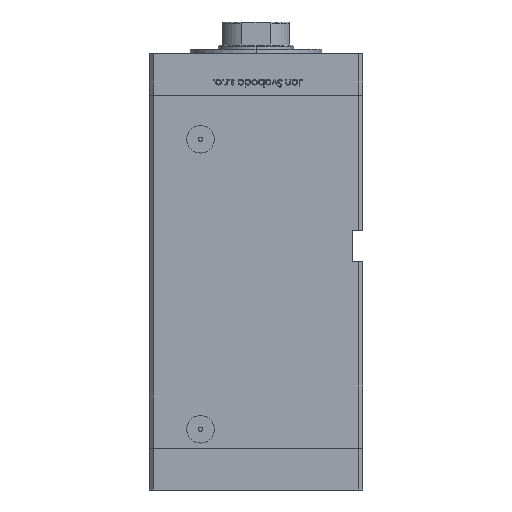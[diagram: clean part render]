
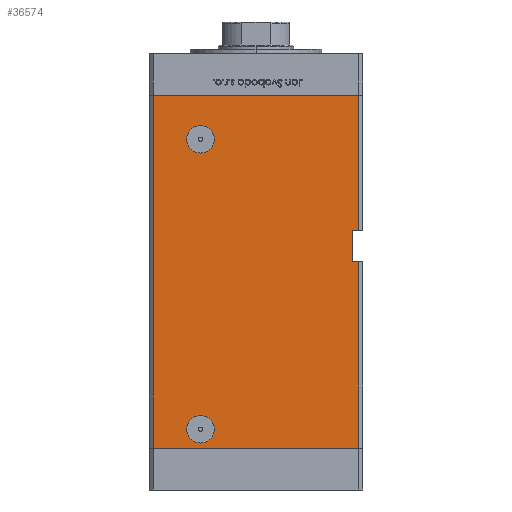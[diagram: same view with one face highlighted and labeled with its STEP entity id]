
A CAD part, left-side view. The second image highlights one B-rep face of the part: STEP entity #36574.
In plain terms, the highlighted planar face has unit normal (-1, 0, 0).
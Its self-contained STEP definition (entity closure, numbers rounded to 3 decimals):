
#1588 = LINE ( 'NONE', #26028, #23387 ) ;
#2272 = VERTEX_POINT ( 'NONE', #11129 ) ;
#2816 = CARTESIAN_POINT ( 'NONE',  ( -60., -46., 104. ) ) ;
#2851 = CARTESIAN_POINT ( 'NONE',  ( -60., 26.5, 147.5 ) ) ;
#3095 = VECTOR ( 'NONE', #12249, 1000. ) ;
#3422 = CARTESIAN_POINT ( 'NONE',  ( -60., 26.5, 147.5 ) ) ;
#3460 = DIRECTION ( 'NONE',  ( 0., 0., -1. ) ) ;
#3924 = CARTESIAN_POINT ( 'NONE',  ( -60., -46., 104. ) ) ;
#4716 = CARTESIAN_POINT ( 'NONE',  ( -60., 49., 168.5 ) ) ;
#4953 = CARTESIAN_POINT ( 'NONE',  ( -60., 49., 168.5 ) ) ;
#5022 = DIRECTION ( 'NONE',  ( 0., -1., 0. ) ) ;
#5174 = ORIENTED_EDGE ( 'NONE', *, *, #36758, .T. ) ;
#6613 = VERTEX_POINT ( 'NONE', #47490 ) ;
#6867 = ORIENTED_EDGE ( 'NONE', *, *, #42096, .F. ) ;
#6983 = AXIS2_PLACEMENT_3D ( 'NONE', #2851, #19223, #27274 ) ;
#7514 = CARTESIAN_POINT ( 'NONE',  ( -60., 33.08, 9. ) ) ;
#7753 = LINE ( 'NONE', #48274, #23814 ) ;
#8398 = ORIENTED_EDGE ( 'NONE', *, *, #19139, .T. ) ;
#8840 = LINE ( 'NONE', #20635, #14735 ) ;
#9883 = EDGE_CURVE ( 'NONE', #39808, #6613, #44292, .T. ) ;
#9919 = CARTESIAN_POINT ( 'NONE',  ( -60., -49., 0. ) ) ;
#10257 = VECTOR ( 'NONE', #37322, 1000. ) ;
#10315 = EDGE_CURVE ( 'NONE', #39808, #14605, #13277, .T. ) ;
#10569 = CARTESIAN_POINT ( 'NONE',  ( -60., -46., 89. ) ) ;
#11129 = CARTESIAN_POINT ( 'NONE',  ( -60., 49., 0. ) ) ;
#11380 = VERTEX_POINT ( 'NONE', #26995 ) ;
#11972 = DIRECTION ( 'NONE',  ( 1., 0., 0. ) ) ;
#12249 = DIRECTION ( 'NONE',  ( 0., 0., -1. ) ) ;
#12272 = CARTESIAN_POINT ( 'NONE',  ( -60., 33.08, 147.5 ) ) ;
#13277 = LINE ( 'NONE', #3924, #43688 ) ;
#14042 = EDGE_CURVE ( 'NONE', #49437, #11380, #17282, .T. ) ;
#14605 = VERTEX_POINT ( 'NONE', #10569 ) ;
#14720 = CARTESIAN_POINT ( 'NONE',  ( -60., 49., 168.5 ) ) ;
#14735 = VECTOR ( 'NONE', #20365, 1000. ) ;
#15472 = CARTESIAN_POINT ( 'NONE',  ( -60., 49., 168.5 ) ) ;
#16640 = CARTESIAN_POINT ( 'NONE',  ( -60., -49., 89. ) ) ;
#17282 = CIRCLE ( 'NONE', #6983, 6.58 ) ;
#18272 = EDGE_CURVE ( 'NONE', #41261, #29342, #35362, .T. ) ;
#18324 = ORIENTED_EDGE ( 'NONE', *, *, #23337, .F. ) ;
#18460 = FACE_BOUND ( 'NONE', #24705, .T. ) ;
#19139 = EDGE_CURVE ( 'NONE', #2272, #46282, #8840, .T. ) ;
#19223 = DIRECTION ( 'NONE',  ( -1., 0., 0. ) ) ;
#19796 = DIRECTION ( 'NONE',  ( -1., 0., 0. ) ) ;
#20365 = DIRECTION ( 'NONE',  ( 0., -1., 0. ) ) ;
#20635 = CARTESIAN_POINT ( 'NONE',  ( -60., 49., 0. ) ) ;
#22841 = LINE ( 'NONE', #51283, #48297 ) ;
#23101 = EDGE_CURVE ( 'NONE', #35909, #6613, #1588, .T. ) ;
#23276 = PLANE ( 'NONE',  #40776 ) ;
#23295 = LINE ( 'NONE', #14720, #25410 ) ;
#23337 = EDGE_CURVE ( 'NONE', #11380, #49437, #29402, .T. ) ;
#23387 = VECTOR ( 'NONE', #50176, 1000. ) ;
#23461 = ORIENTED_EDGE ( 'NONE', *, *, #10315, .F. ) ;
#23814 = VECTOR ( 'NONE', #3460, 1000. ) ;
#24652 = CARTESIAN_POINT ( 'NONE',  ( -60., -49., 168.5 ) ) ;
#24705 = EDGE_LOOP ( 'NONE', ( #41129, #26962 ) ) ;
#24756 = ORIENTED_EDGE ( 'NONE', *, *, #23101, .F. ) ;
#25325 = EDGE_CURVE ( 'NONE', #14605, #43171, #22841, .T. ) ;
#25410 = VECTOR ( 'NONE', #31080, 1000. ) ;
#25534 = DIRECTION ( 'NONE',  ( 0., -1., 0. ) ) ;
#25964 = AXIS2_PLACEMENT_3D ( 'NONE', #29224, #36199, #33238 ) ;
#26028 = CARTESIAN_POINT ( 'NONE',  ( -60., -49., 168.5 ) ) ;
#26285 = EDGE_LOOP ( 'NONE', ( #6867, #26942, #23461, #29986, #24756, #44320, #5174, #8398 ) ) ;
#26942 = ORIENTED_EDGE ( 'NONE', *, *, #25325, .F. ) ;
#26962 = ORIENTED_EDGE ( 'NONE', *, *, #30663, .F. ) ;
#26995 = CARTESIAN_POINT ( 'NONE',  ( -60., 19.92, 147.5 ) ) ;
#27274 = DIRECTION ( 'NONE',  ( 0., -1., 0. ) ) ;
#27953 = CARTESIAN_POINT ( 'NONE',  ( -60., -46., 104. ) ) ;
#29008 = CARTESIAN_POINT ( 'NONE',  ( -60., 19.92, 9. ) ) ;
#29224 = CARTESIAN_POINT ( 'NONE',  ( -60., 26.5, 9. ) ) ;
#29342 = VERTEX_POINT ( 'NONE', #7514 ) ;
#29402 = CIRCLE ( 'NONE', #48254, 6.58 ) ;
#29986 = ORIENTED_EDGE ( 'NONE', *, *, #9883, .T. ) ;
#30663 = EDGE_CURVE ( 'NONE', #29342, #41261, #46744, .T. ) ;
#31080 = DIRECTION ( 'NONE',  ( 0., -1., 0. ) ) ;
#32215 = EDGE_CURVE ( 'NONE', #46885, #35909, #23295, .T. ) ;
#33238 = DIRECTION ( 'NONE',  ( 0., -1., 0. ) ) ;
#33434 = LINE ( 'NONE', #4716, #3095 ) ;
#34815 = FACE_BOUND ( 'NONE', #43604, .T. ) ;
#35362 = CIRCLE ( 'NONE', #25964, 6.58 ) ;
#35909 = VERTEX_POINT ( 'NONE', #24652 ) ;
#36199 = DIRECTION ( 'NONE',  ( -1., 0., 0. ) ) ;
#36449 = AXIS2_PLACEMENT_3D ( 'NONE', #42148, #46445, #25534 ) ;
#36574 = ADVANCED_FACE ( 'NONE', ( #42850, #18460, #34815 ), #23276, .F. ) ;
#36758 = EDGE_CURVE ( 'NONE', #46885, #2272, #33434, .T. ) ;
#37322 = DIRECTION ( 'NONE',  ( 0., -1., 0. ) ) ;
#39188 = DIRECTION ( 'NONE',  ( 0., -1., 0. ) ) ;
#39466 = ORIENTED_EDGE ( 'NONE', *, *, #14042, .F. ) ;
#39808 = VERTEX_POINT ( 'NONE', #2816 ) ;
#40678 = DIRECTION ( 'NONE',  ( 0., 0., -1. ) ) ;
#40776 = AXIS2_PLACEMENT_3D ( 'NONE', #15472, #11972, #48197 ) ;
#41129 = ORIENTED_EDGE ( 'NONE', *, *, #18272, .F. ) ;
#41261 = VERTEX_POINT ( 'NONE', #29008 ) ;
#42096 = EDGE_CURVE ( 'NONE', #43171, #46282, #7753, .T. ) ;
#42148 = CARTESIAN_POINT ( 'NONE',  ( -60., 26.5, 9. ) ) ;
#42850 = FACE_OUTER_BOUND ( 'NONE', #26285, .T. ) ;
#43171 = VERTEX_POINT ( 'NONE', #16640 ) ;
#43604 = EDGE_LOOP ( 'NONE', ( #18324, #39466 ) ) ;
#43688 = VECTOR ( 'NONE', #40678, 1000. ) ;
#44292 = LINE ( 'NONE', #27953, #10257 ) ;
#44320 = ORIENTED_EDGE ( 'NONE', *, *, #32215, .F. ) ;
#46282 = VERTEX_POINT ( 'NONE', #9919 ) ;
#46445 = DIRECTION ( 'NONE',  ( -1., 0., 0. ) ) ;
#46744 = CIRCLE ( 'NONE', #36449, 6.58 ) ;
#46885 = VERTEX_POINT ( 'NONE', #4953 ) ;
#47490 = CARTESIAN_POINT ( 'NONE',  ( -60., -49., 104. ) ) ;
#48197 = DIRECTION ( 'NONE',  ( 0., 1., 0. ) ) ;
#48254 = AXIS2_PLACEMENT_3D ( 'NONE', #3422, #19796, #5022 ) ;
#48274 = CARTESIAN_POINT ( 'NONE',  ( -60., -49., 168.5 ) ) ;
#48297 = VECTOR ( 'NONE', #39188, 1000. ) ;
#49437 = VERTEX_POINT ( 'NONE', #12272 ) ;
#50176 = DIRECTION ( 'NONE',  ( 0., 0., -1. ) ) ;
#51283 = CARTESIAN_POINT ( 'NONE',  ( -60., -46., 89. ) ) ;
